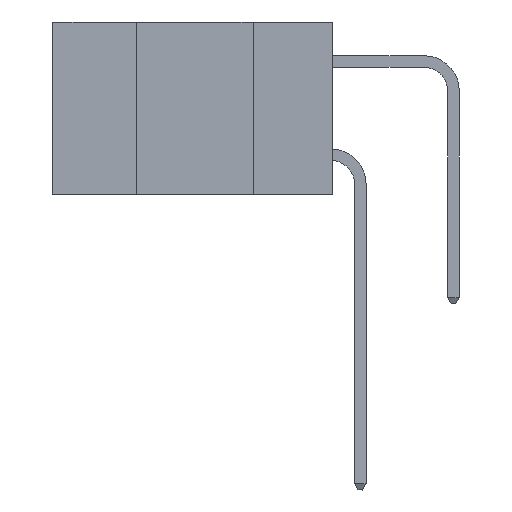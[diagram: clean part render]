
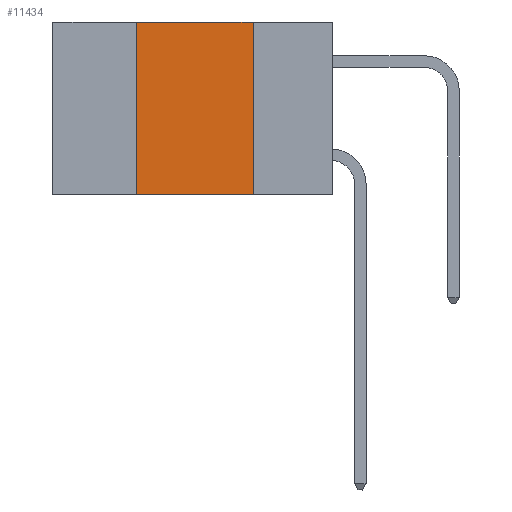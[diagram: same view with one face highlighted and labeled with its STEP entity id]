
A CAD part, left-side view. The second image highlights one B-rep face of the part: STEP entity #11434.
In plain terms, the highlighted planar face has unit normal (-1, 0, 0).
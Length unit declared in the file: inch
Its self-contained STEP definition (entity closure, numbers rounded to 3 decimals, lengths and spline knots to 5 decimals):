
#136 = DIRECTION ( 'NONE',  ( 0., -1., 0. ) ) ;
#1849 = ORIENTED_EDGE ( 'NONE', *, *, #8884, .F. ) ;
#1888 = EDGE_LOOP ( 'NONE', ( #8680, #10800, #1849, #4753 ) ) ;
#1933 = CARTESIAN_POINT ( 'NONE',  ( 0., 0.17, -0.37 ) ) ;
#2143 = CARTESIAN_POINT ( 'NONE',  ( 0., 0.42, -0.37 ) ) ;
#2512 = VERTEX_POINT ( 'NONE', #1933 ) ;
#2713 = CARTESIAN_POINT ( 'NONE',  ( 0., 0.17, 0. ) ) ;
#2910 = VERTEX_POINT ( 'NONE', #2143 ) ;
#3243 = VECTOR ( 'NONE', #12679, 39.37008 ) ;
#3817 = DIRECTION ( 'NONE',  ( 0., 0., -1. ) ) ;
#3843 = CARTESIAN_POINT ( 'NONE',  ( 0., 0.6, 0. ) ) ;
#4226 = DIRECTION ( 'NONE',  ( 0., 0., -1. ) ) ;
#4654 = VECTOR ( 'NONE', #7058, 39.37008 ) ;
#4753 = ORIENTED_EDGE ( 'NONE', *, *, #10642, .T. ) ;
#5097 = AXIS2_PLACEMENT_3D ( 'NONE', #7247, #6060, #3817 ) ;
#5780 = LINE ( 'NONE', #13875, #14009 ) ;
#5782 = EDGE_CURVE ( 'NONE', #13202, #2512, #14548, .T. ) ;
#6060 = DIRECTION ( 'NONE',  ( 1., 0., 0. ) ) ;
#6616 = CARTESIAN_POINT ( 'NONE',  ( 0., 0.42, 0. ) ) ;
#6757 = CARTESIAN_POINT ( 'NONE',  ( 0., 0.17, -0.37 ) ) ;
#6921 = LINE ( 'NONE', #10295, #3243 ) ;
#7058 = DIRECTION ( 'NONE',  ( 0., -1., 0. ) ) ;
#7106 = FACE_OUTER_BOUND ( 'NONE', #1888, .T. ) ;
#7117 = VERTEX_POINT ( 'NONE', #6616 ) ;
#7144 = EDGE_CURVE ( 'NONE', #7117, #13202, #11861, .T. ) ;
#7247 = CARTESIAN_POINT ( 'NONE',  ( 0., 0.6, 0. ) ) ;
#8680 = ORIENTED_EDGE ( 'NONE', *, *, #5782, .F. ) ;
#8884 = EDGE_CURVE ( 'NONE', #2910, #7117, #6921, .T. ) ;
#10295 = CARTESIAN_POINT ( 'NONE',  ( 0., 0.42, -0.37 ) ) ;
#10642 = EDGE_CURVE ( 'NONE', #2910, #2512, #5780, .T. ) ;
#10800 = ORIENTED_EDGE ( 'NONE', *, *, #7144, .F. ) ;
#11074 = VECTOR ( 'NONE', #4226, 39.37008 ) ;
#11434 = ADVANCED_FACE ( 'NONE', ( #7106 ), #14075, .F. ) ;
#11861 = LINE ( 'NONE', #3843, #4654 ) ;
#12679 = DIRECTION ( 'NONE',  ( 0., 0., 1. ) ) ;
#13202 = VERTEX_POINT ( 'NONE', #2713 ) ;
#13875 = CARTESIAN_POINT ( 'NONE',  ( 0., 0.6, -0.37 ) ) ;
#14009 = VECTOR ( 'NONE', #136, 39.37008 ) ;
#14075 = PLANE ( 'NONE',  #5097 ) ;
#14548 = LINE ( 'NONE', #6757, #11074 ) ;
